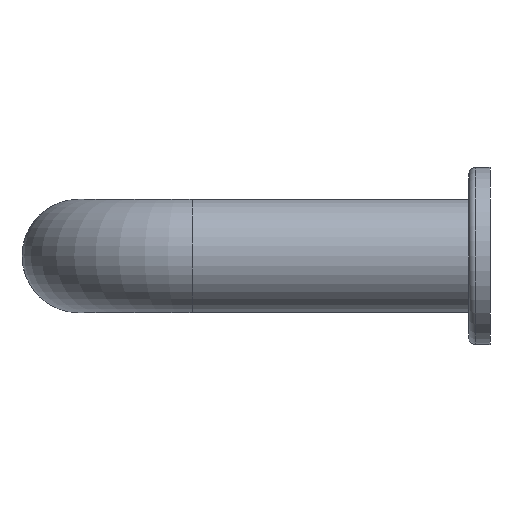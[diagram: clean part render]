
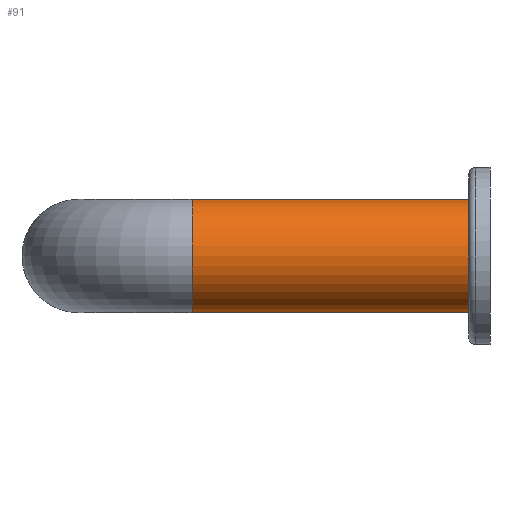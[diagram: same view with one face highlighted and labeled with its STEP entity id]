
A CAD part, left-side view. The second image highlights one B-rep face of the part: STEP entity #91.
In plain terms, the highlighted cylindrical face has radius 4 mm (diameter 8 mm), a full revolution.
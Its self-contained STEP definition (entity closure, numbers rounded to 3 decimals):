
#91 = ADVANCED_FACE( '', ( #200, #201 ), #202, .T. );
#200 = FACE_OUTER_BOUND( '', #307, .T. );
#201 = FACE_OUTER_BOUND( '', #308, .T. );
#202 = CYLINDRICAL_SURFACE( '', #309, 4. );
#307 = EDGE_LOOP( '', ( #450 ) );
#308 = EDGE_LOOP( '', ( #451 ) );
#309 = AXIS2_PLACEMENT_3D( '', #452, #453, #454 );
#450 = ORIENTED_EDGE( '', *, *, #512, .F. );
#451 = ORIENTED_EDGE( '', *, *, #494, .T. );
#452 = CARTESIAN_POINT( '', ( 4., 0., 0. ) );
#453 = DIRECTION( '', ( 0., 1., 0. ) );
#454 = DIRECTION( '', ( 0., 0., -1. ) );
#494 = EDGE_CURVE( '', #558, #558, #559, .T. );
#512 = EDGE_CURVE( '', #585, #585, #586, .T. );
#558 = VERTEX_POINT( '', #631 );
#559 = CIRCLE( '', #632, 4. );
#585 = VERTEX_POINT( '', #658 );
#586 = CIRCLE( '', #659, 4. );
#631 = CARTESIAN_POINT( '', ( 4., 21., -4. ) );
#632 = AXIS2_PLACEMENT_3D( '', #709, #710, #711 );
#658 = CARTESIAN_POINT( '', ( 4., 1.5, -4. ) );
#659 = AXIS2_PLACEMENT_3D( '', #736, #737, #738 );
#709 = CARTESIAN_POINT( '', ( 4., 21., 0. ) );
#710 = DIRECTION( '', ( 0., -1., 0. ) );
#711 = DIRECTION( '', ( 0., 0., -1. ) );
#736 = CARTESIAN_POINT( '', ( 4., 1.5, 0. ) );
#737 = DIRECTION( '', ( 0., -1., 0. ) );
#738 = DIRECTION( '', ( 0., 0., -1. ) );
